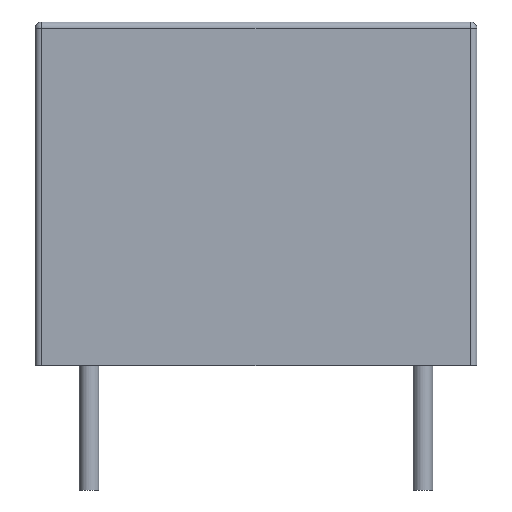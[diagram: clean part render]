
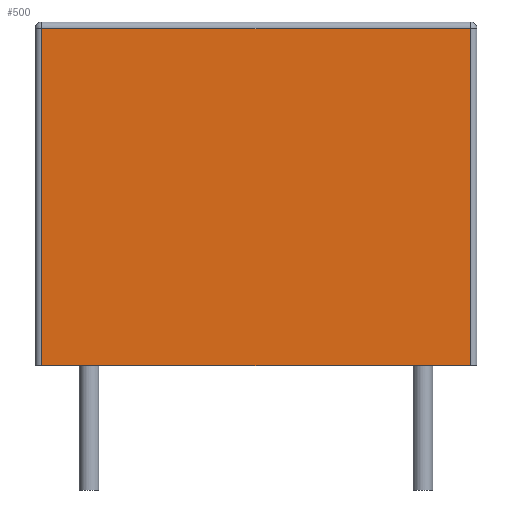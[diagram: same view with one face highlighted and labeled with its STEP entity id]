
A CAD part, front view. The second image highlights one B-rep face of the part: STEP entity #500.
In plain terms, the highlighted planar face has unit normal (0, -1, 0).
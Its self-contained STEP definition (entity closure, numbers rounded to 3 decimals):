
#114=CARTESIAN_POINT('',(6.55,-2.55,10.3));
#115=VERTEX_POINT('',#114);
#149=CARTESIAN_POINT('',(-6.55,-2.55,10.3));
#150=VERTEX_POINT('',#149);
#388=CARTESIAN_POINT('',(-6.55,-2.55,0.0));
#389=VERTEX_POINT('',#388);
#397=CARTESIAN_POINT('',(-6.55,-2.55,0.0));
#398=DIRECTION('',(0.0,0.0,1.0));
#399=VECTOR('',#398,10.3);
#400=LINE('',#397,#399);
#401=EDGE_CURVE('',#389,#150,#400,.T.);
#419=CARTESIAN_POINT('',(-6.55,-2.55,10.3));
#420=DIRECTION('',(1.0,0.0,0.0));
#421=VECTOR('',#420,13.1);
#422=LINE('',#419,#421);
#423=EDGE_CURVE('',#150,#115,#422,.T.);
#440=CARTESIAN_POINT('',(6.55,-2.55,0.0));
#441=VERTEX_POINT('',#440);
#458=CARTESIAN_POINT('',(6.55,-2.55,10.3));
#459=DIRECTION('',(0.0,0.0,-1.0));
#460=VECTOR('',#459,10.3);
#461=LINE('',#458,#460);
#462=EDGE_CURVE('',#115,#441,#461,.T.);
#484=CARTESIAN_POINT('',(6.75,-2.55,3.0));
#485=DIRECTION('',(0.0,-1.0,0.0));
#486=DIRECTION('',(0.0,0.0,-1.0));
#487=AXIS2_PLACEMENT_3D('',#484,#485,#486);
#488=PLANE('',#487);
#489=ORIENTED_EDGE('',*,*,#462,.F.);
#490=ORIENTED_EDGE('',*,*,#423,.F.);
#491=ORIENTED_EDGE('',*,*,#401,.F.);
#492=CARTESIAN_POINT('',(6.55,-2.55,0.0));
#493=DIRECTION('',(-1.0,0.0,0.0));
#494=VECTOR('',#493,13.1);
#495=LINE('',#492,#494);
#496=EDGE_CURVE('',#441,#389,#495,.T.);
#497=ORIENTED_EDGE('',*,*,#496,.F.);
#498=EDGE_LOOP('',(#489,#490,#491,#497));
#499=FACE_OUTER_BOUND('',#498,.T.);
#500=ADVANCED_FACE('',(#499),#488,.T.);
